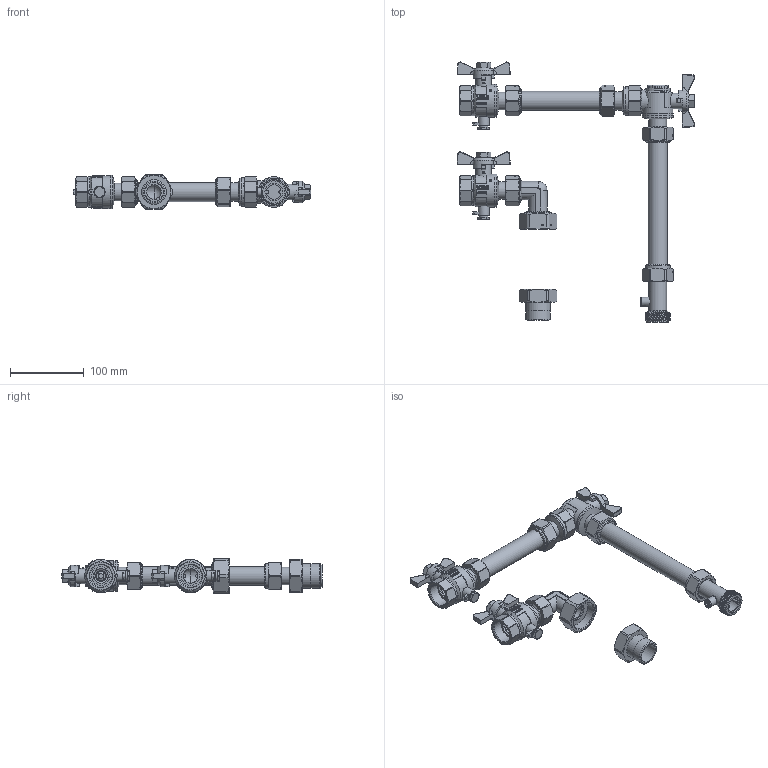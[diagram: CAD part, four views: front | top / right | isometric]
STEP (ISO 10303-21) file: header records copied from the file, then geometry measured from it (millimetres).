
FILE_DESCRIPTION(/* description */ ('Unknown'),/* implementation_level */ '2;1');
FILE_NAME(/* name */ '85121062',/* time_stamp */ '2023-07-20T08:59:43+02:00',/* author */ ('Unknown'),/* organization */ ('Unknown'),/* preprocessor_version */ 'ST-DEVELOPER v18.102',/* originating_system */ 'Solid Edge',/* authorisation */ 'Unknown');
FILE_SCHEMA (('AUTOMOTIVE_DESIGN {1 0 10303 214 3 1 1}'));
Length unit declared in the file: millimetre
Products named in the file (49): 85121052; 98708714-1AG-1_1_4郻M; _wm; Dichtung; Winkel-30-35; s-ring; 722-66_1zoll_oa_0; verschraubung-co; Überwurfmutte 1; Einschraubteil_722_66; Sperring; Dichtung_0; Schtaube; Kvrper-co_oa_1; Körper_722_66; Spindel-zus._oa_2; Spindel; Mutter_M8; Stopfbuchse_; Flügelgriff 1; 98000726_Sonderverschraubung- AG1_郻M1; Dichtung.1; St_tze.2.1; _berwurfmutter; 97000077-1; 724-67; St_tze; 722-66_1zoll_oa_3; Kvrper-co_oa_4; Spindel-zus._oa_5; Rohrnippel-1-130; 725-66; StoppRing; O-Ring; Speerring; 2.149V.025; 600-1-Mutter-fl.g.; Einschraubteil-郻M_025; Körper_025; 600-1-spindel ...
Assembly tree (59 placements, depth 4):
  85121052
    98708714-1AG-1_1_4郻M
      _wm
      Dichtung
      Winkel-30-35
      s-ring
    722-66_1zoll_oa_0
      verschraubung-co
        Überwurfmutte 1
        Einschraubteil_722_66
        Dichtung
        Sperring
      Dichtung_0
      Schtaube
      Kvrper-co_oa_1
        Körper_722_66
      Spindel-zus._oa_2
        Spindel
        Mutter_M8
        Stopfbuchse_
      Flügelgriff 1
    98000726_Sonderverschraubung- AG1_郻M1
      Dichtung.1
      St_tze.2.1
      Dichtung
      _berwurfmutter
      97000077-1
    724-67
      Dichtung
      St_tze
      _berwurfmutter
    722-66_1zoll_oa_3
      verschraubung-co
        Überwurfmutte 1
        Einschraubteil_722_66
        Dichtung
        Sperring
      Dichtung_0
      Schtaube
      Kvrper-co_oa_4
        Körper_722_66
      Spindel-zus._oa_5
        Spindel
        Mutter_M8
        Stopfbuchse_
      Flügelgriff 1
    Rohrnippel-1-130
    725-66
      Dichtung
      StoppRing
      O-Ring
      St_tze
      Speerring
      _berwurfmutter
    2.149V.025
      600-1-Mutter-fl.g.
      Flügelgriff 1
      2.149V.025
        Einschraubteil-郻M_025
        Körper_025
Bounding box: 322.5 x 352.8 x 46.5 mm (x, y, z)
Volume: 369624.6 mm3; surface area: 243307.5 mm2
Topology: 49 solids, 49 shells, 2965 faces, 7998 edges, 5249 vertices
Faces by surface type: plane 2120, cylinder 454, cone 287, bspline 58, sphere 26, torus 20
Full cylindrical faces by diameter (mm): 1.5 x9, 3.5 x1, 5 x2, 5.9 x2, 6.6 x1, 8 x1, 8.5 x3, 8.8 x2, 8.9 x1, 8.92 x2, 10 x4, 12 x9, 12.1 x2, 12.5 x3, 13 x2, 14 x3, 14.5 x3, 15 x2, 16 x3, 16.376 x2, 16.5 x2, 18 x3, 20 x9, 21 x4, 22 x3, 22.5 x3, 23 x1, 24 x7, 25 x6, 26 x2
Entity records: 64693 total; most frequent: CARTESIAN_POINT 20341, DIRECTION 9395, ORIENTED_EDGE 8264, EDGE_CURVE 4132, AXIS2_PLACEMENT_3D 3928, VERTEX_POINT 2847, FACE_BOUND 2079, EDGE_LOOP 2077
